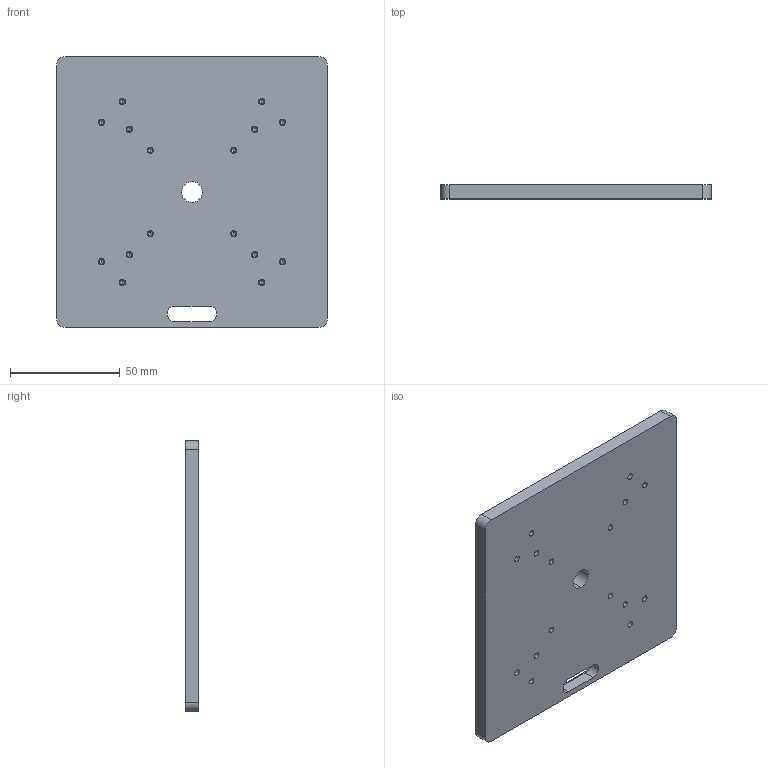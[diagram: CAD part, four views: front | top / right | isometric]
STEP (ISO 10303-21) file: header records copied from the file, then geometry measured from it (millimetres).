
FILE_DESCRIPTION (( 'STEP AP214' ), '1' );
FILE_NAME ('D1800031-101-v1.STEP', '2018-02-09T19:51:55', ( 'esanchez' ), ( 'Microsoft' ), 'SwSTEP 2.0', 'SolidWorks 2017', '' );
FILE_SCHEMA (( 'AUTOMOTIVE_DESIGN' ));
Length unit declared in the file: inch
Products named in the file (1): D1800031-101-v1
Bounding box: 123.62 x 6.35 x 123.62 mm (x, y, z)
Volume: 94888.2 mm3; surface area: 34614.8 mm2
Topology: 1 solids, 1 shells, 161 faces, 374 edges, 216 vertices
Faces by surface type: cylinder 90, cone 40, plane 31
Entity records: 4376 total; most frequent: DIRECTION 838, CARTESIAN_POINT 712, ORIENTED_EDGE 668, AXIS2_PLACEMENT_3D 342, EDGE_CURVE 334, VERTEX_POINT 216, EDGE_LOOP 206, CIRCLE 180
